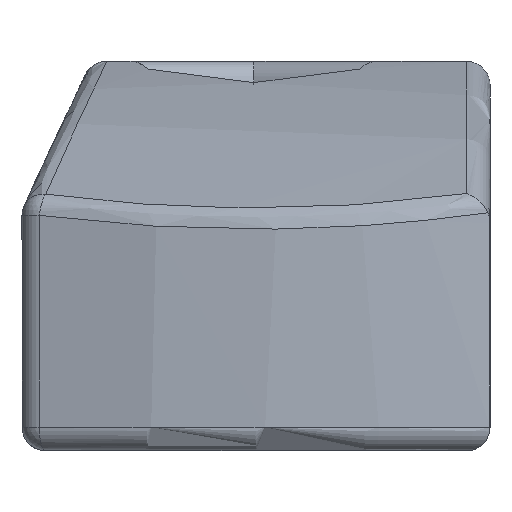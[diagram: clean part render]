
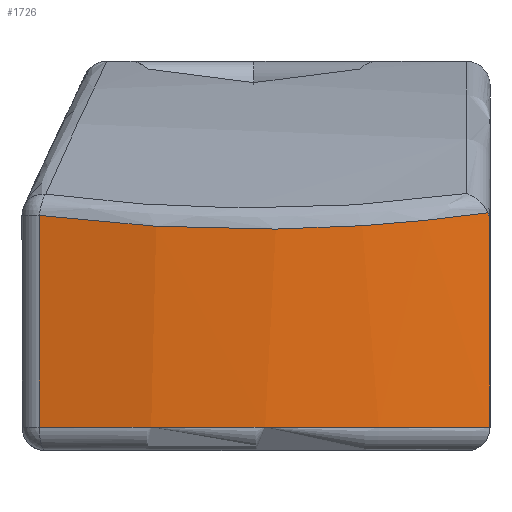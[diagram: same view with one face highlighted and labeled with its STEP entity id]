
A CAD part, left-side view. The second image highlights one B-rep face of the part: STEP entity #1726.
In plain terms, the highlighted cylindrical face has radius 34 mm (diameter 68 mm), a partial arc.
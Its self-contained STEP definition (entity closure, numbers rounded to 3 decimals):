
#129=LINE('',#3268,#230);
#137=LINE('',#3613,#238);
#230=VECTOR('',#2239,10.);
#238=VECTOR('',#2277,10.);
#294=B_SPLINE_CURVE_WITH_KNOTS('',3,(#2691,#2692,#2693,#2694,#2695),
 .UNSPECIFIED.,.F.,.F.,(4,1,4),(-2.022,-0.951,-0.147),
 .UNSPECIFIED.);
#334=B_SPLINE_CURVE_WITH_KNOTS('',3,(#3311,#3312,#3313,#3314,#3315,#3316),
 .UNSPECIFIED.,.F.,.F.,(4,2,4),(0.117,0.145,0.163),
 .UNSPECIFIED.);
#381=CYLINDRICAL_SURFACE('',#1932,34.);
#475=FACE_OUTER_BOUND('',#586,.T.);
#586=EDGE_LOOP('',(#1500,#1501,#1502,#1503,#1504));
#676=CIRCLE('',#1882,34.);
#721=VERTEX_POINT('',#2653);
#725=VERTEX_POINT('',#2690);
#734=VERTEX_POINT('',#2793);
#801=VERTEX_POINT('',#3247);
#803=VERTEX_POINT('',#3310);
#883=EDGE_CURVE('',#721,#725,#294,.T.);
#1004=EDGE_CURVE('',#801,#734,#676,.T.);
#1007=EDGE_CURVE('',#734,#721,#129,.T.);
#1016=EDGE_CURVE('',#725,#803,#334,.T.);
#1039=EDGE_CURVE('',#801,#803,#137,.T.);
#1500=ORIENTED_EDGE('',*,*,#1004,.F.);
#1501=ORIENTED_EDGE('',*,*,#1039,.T.);
#1502=ORIENTED_EDGE('',*,*,#1016,.F.);
#1503=ORIENTED_EDGE('',*,*,#883,.F.);
#1504=ORIENTED_EDGE('',*,*,#1007,.F.);
#1726=ADVANCED_FACE('',(#475),#381,.T.);
#1882=AXIS2_PLACEMENT_3D('',#3264,#2232,#2233);
#1932=AXIS2_PLACEMENT_3D('',#3659,#2347,#2348);
#2232=DIRECTION('center_axis',(0.,0.,-1.));
#2233=DIRECTION('ref_axis',(-1.,0.,0.));
#2239=DIRECTION('',(0.,0.,1.));
#2277=DIRECTION('',(0.,0.,1.));
#2347=DIRECTION('center_axis',(0.,0.,1.));
#2348=DIRECTION('ref_axis',(-1.,-0.014,0.));
#2653=CARTESIAN_POINT('',(-32.762,9.091,9.969));
#2690=CARTESIAN_POINT('',(-32.524,-9.911,10.079));
#2691=CARTESIAN_POINT('Ctrl Pts',(-32.762,9.091,9.969));
#2692=CARTESIAN_POINT('Ctrl Pts',(-33.738,5.574,9.518));
#2693=CARTESIAN_POINT('Ctrl Pts',(-34.454,-0.92,9.16));
#2694=CARTESIAN_POINT('Ctrl Pts',(-33.32,-7.296,9.714));
#2695=CARTESIAN_POINT('Ctrl Pts',(-32.524,-9.911,10.079));
#2793=CARTESIAN_POINT('',(-32.762,9.091,1.));
#3247=CARTESIAN_POINT('',(-32.496,-10.,1.));
#3264=CARTESIAN_POINT('Origin',(0.,0.,1.));
#3268=CARTESIAN_POINT('',(-32.762,9.091,0.));
#3310=CARTESIAN_POINT('',(-32.496,-10.,9.633));
#3311=CARTESIAN_POINT('Ctrl Pts',(-32.524,-9.911,10.079));
#3312=CARTESIAN_POINT('Ctrl Pts',(-32.512,-9.948,9.993));
#3313=CARTESIAN_POINT('Ctrl Pts',(-32.504,-9.973,9.902));
#3314=CARTESIAN_POINT('Ctrl Pts',(-32.497,-9.996,9.751));
#3315=CARTESIAN_POINT('Ctrl Pts',(-32.496,-10.,9.692));
#3316=CARTESIAN_POINT('Ctrl Pts',(-32.496,-10.,9.633));
#3613=CARTESIAN_POINT('',(-32.496,-10.,0.));
#3659=CARTESIAN_POINT('Origin',(0.,0.,0.));
